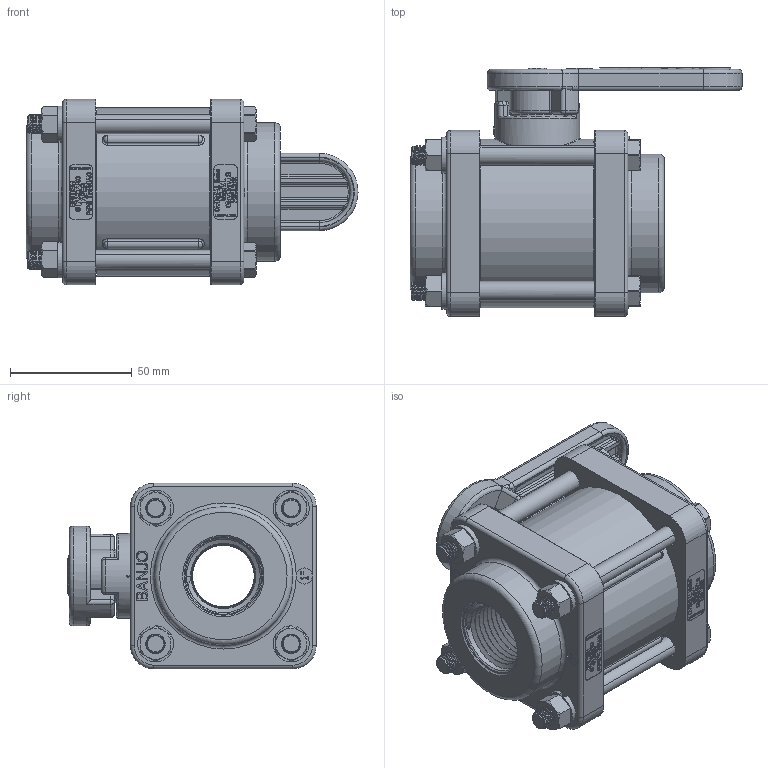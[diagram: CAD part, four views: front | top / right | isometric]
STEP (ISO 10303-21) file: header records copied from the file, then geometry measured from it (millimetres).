
FILE_DESCRIPTION(/* description */ ('1" FP VALVE, BSP'),/* implementation_level */ '2;1');
FILE_NAME(/* name */ 'V100FPB.stp',/* time_stamp */ '2023-08-30T12:11:48-04:00',/* author */ ('CKA'),/* organization */ (''),/* preprocessor_version */ 'ST-DEVELOPER v18.1',/* originating_system */ 'Autodesk Inventor 2022',/* authorisation */ '');
FILE_SCHEMA (('AUTOMOTIVE_DESIGN { 1 0 10303 214 3 1 1 }'));
Products named in the file (22): V100FPB; V10117; V10254; V10254_1; V10118; V10119; V10060; V10159; V10151; V10163; V10153A; V10155; V10155M; VX10155; V10264; V10258A; V10257B; V10257BX; V10257BX_1; VL1012; SW10; V07020
Assembly tree (33 placements, depth 4):
  V100FPB
    V10117  x4
    V10254
      V10254_1
    V10118  x4
    V10119  x4
    V10060
    V10159
    V10151
    V10163
    V10153A
    V10155
      V10155M
        VX10155
    V10264  x2
    V10258A  x2
    V10257B  x2
      V10257BX
        V10257BX_1
        VL1012
    SW10
    V07020
Bounding box: 136.27 x 102.13 x 76.2 mm (x, y, z)
Volume: 370408 mm3; surface area: 126815.1 mm2
Topology: 29 solids, 29 shells, 3264 faces, 8054 edges, 5065 vertices
Faces by surface type: plane 1533, cylinder 633, bspline 504, cone 445, torus 120, sphere 29
Full cylindrical faces by diameter (mm): 2.261 x1, 2.972 x1, 3.556 x4, 3.683 x1, 4.702 x3, 4.826 x1, 5.08 x1, 5.159 x1, 6.604 x2, 8.89 x8, 11.112 x1, 14.275 x1, 14.351 x1, 14.529 x1, 14.605 x1, 18.72 x1, 19.05 x3, 22.098 x1, 22.225 x1, 22.733 x1, 23.876 x1, 25.857 x1, 25.908 x4, 27.813 x2, 29.083 x2, 32.207 x2, 32.893 x2, 34.925 x1, 38.1 x2, 38.252 x2
Entity records: 67902 total; most frequent: CARTESIAN_POINT 25593, ORIENTED_EDGE 9032, DIRECTION 7652, EDGE_CURVE 4516, LINE 2936, VECTOR 2936, VERTEX_POINT 2893, AXIS2_PLACEMENT_3D 2358
